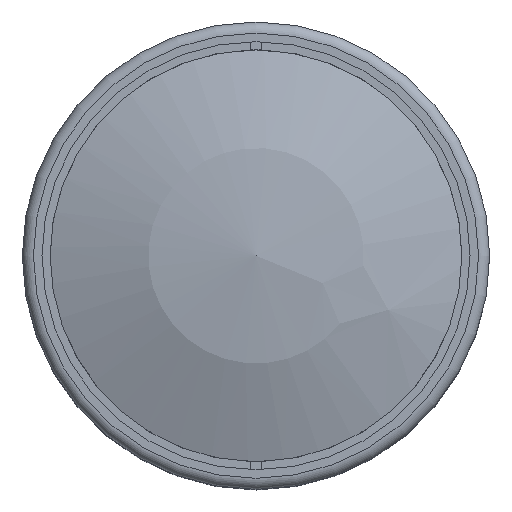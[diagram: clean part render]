
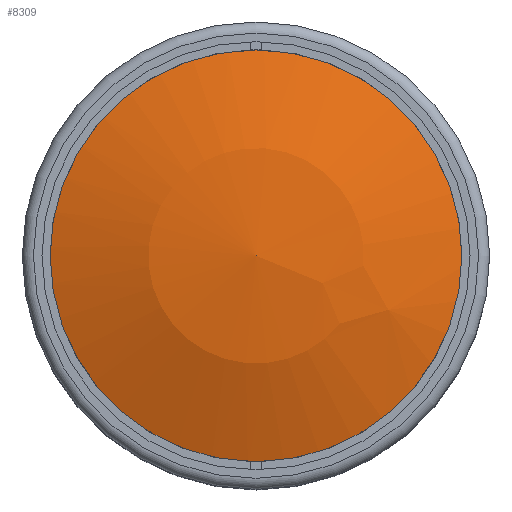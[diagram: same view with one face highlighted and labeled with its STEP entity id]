
A CAD part, top view. The second image highlights one B-rep face of the part: STEP entity #8309.
In plain terms, the highlighted spherical face has radius 50 mm.
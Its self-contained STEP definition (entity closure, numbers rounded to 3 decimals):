
#420=SPHERICAL_SURFACE('',#8878,50.);
#2211=FACE_OUTER_BOUND('',#2762,.T.);
#2762=EDGE_LOOP('',(#5759));
#3329=CIRCLE('',#8879,19.);
#3657=VERTEX_POINT('',#12248);
#4497=EDGE_CURVE('',#3657,#3657,#3329,.T.);
#5759=ORIENTED_EDGE('',*,*,#4497,.F.);
#8309=ADVANCED_FACE('',(#2211),#420,.T.);
#8878=AXIS2_PLACEMENT_3D('',#12247,#9831,#9832);
#8879=AXIS2_PLACEMENT_3D('',#12249,#9833,#9834);
#9831=DIRECTION('center_axis',(0.,0.,
1.));
#9832=DIRECTION('ref_axis',(0.926,-0.378,0.));
#9833=DIRECTION('center_axis',(0.,0.,
-1.));
#9834=DIRECTION('ref_axis',(0.926,-0.378,0.));
#12247=CARTESIAN_POINT('Origin',(0.,0.,
-51.874));
#12248=CARTESIAN_POINT('',(7.183,17.59,-5.625));
#12249=CARTESIAN_POINT('Origin',(0.,0.,
-5.625));
